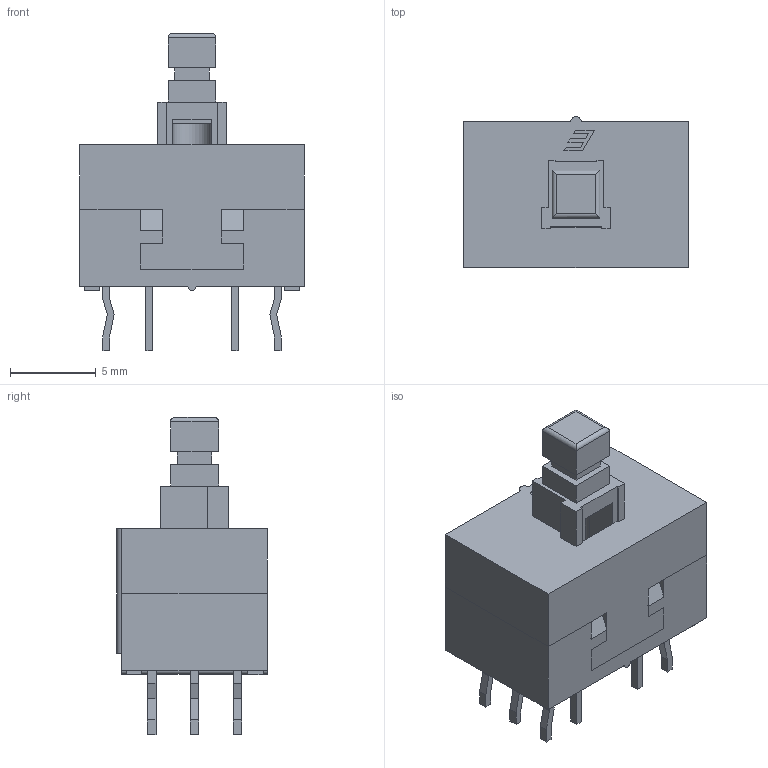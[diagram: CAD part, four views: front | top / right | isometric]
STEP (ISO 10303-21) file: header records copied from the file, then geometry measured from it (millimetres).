
FILE_DESCRIPTION(/* description */ (''),/* implementation_level */ '2;1');
FILE_NAME(/* name */ 'TL4201xxZB.stp',/* time_stamp */ '2025-06-04T11:59:41-05:00',/* author */ ('mroman'),/* organization */ (''),/* preprocessor_version */ 'ST-DEVELOPER v18.1',/* originating_system */ 'Autodesk Inventor 2022',/* authorisation */ '');
FILE_SCHEMA (('AUTOMOTIVE_DESIGN { 1 0 10303 214 3 1 1 }'));
Length unit declared in the file: centimetre
Products named in the file (1): TL4201xxZB
Bounding box: 13.1 x 8.8 x 18.5 mm (x, y, z)
Volume: 589.8 mm3; surface area: 1513.8 mm2
Topology: 1 solids, 1 shells, 339 faces, 907 edges, 596 vertices
Faces by surface type: plane 328, cylinder 11
Entity records: 10382 total; most frequent: CARTESIAN_POINT 1843, ORIENTED_EDGE 1814, DIRECTION 1605, EDGE_CURVE 907, LINE 889, VECTOR 889, VERTEX_POINT 596, EDGE_LOOP 373
